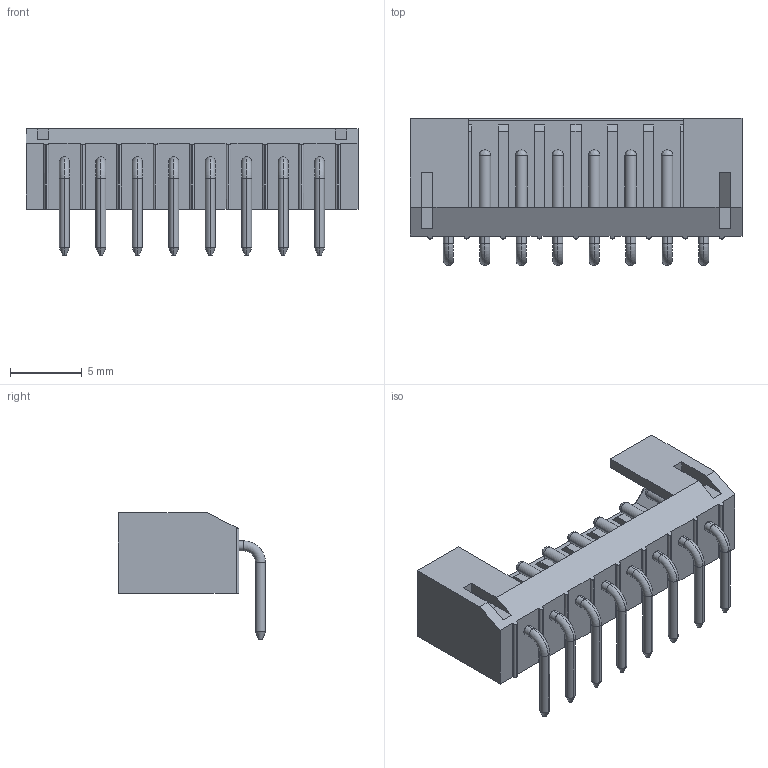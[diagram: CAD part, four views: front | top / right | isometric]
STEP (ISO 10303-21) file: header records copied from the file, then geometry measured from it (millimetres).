
FILE_DESCRIPTION((''),'2;1');
FILE_NAME('F0JL35-S08RD000-01','2023-05-04T',('工程三'),(''),'PRO/ENGINEER BY PARAMETRIC TECHNOLOGY CORPORATION, 2010280','PRO/ENGINEER BY PARAMETRIC TECHNOLOGY CORPORATION, 2010280','');
FILE_SCHEMA(('CONFIG_CONTROL_DESIGN'));
Length unit declared in the file: millimetre
Products named in the file (1): F0JL35-S08RD000-01
Bounding box: 23.14 x 10.25 x 8.8 mm (x, y, z)
Volume: 476.3 mm3; surface area: 1099.3 mm2
Topology: 1 solids, 1 shells, 231 faces, 575 edges, 358 vertices
Faces by surface type: plane 117, cylinder 66, bspline 16, torus 16, cone 16
Entity records: 7231 total; most frequent: CARTESIAN_POINT 1650, DIRECTION 1165, ORIENTED_EDGE 1150, EDGE_CURVE 575, AXIS2_PLACEMENT_3D 393, VECTOR 379, LINE 379, VERTEX_POINT 358
